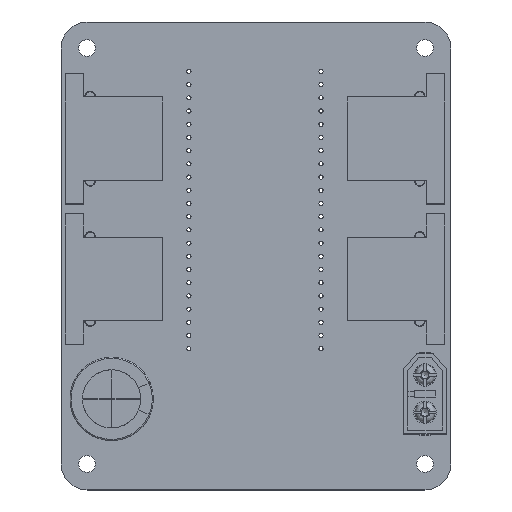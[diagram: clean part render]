
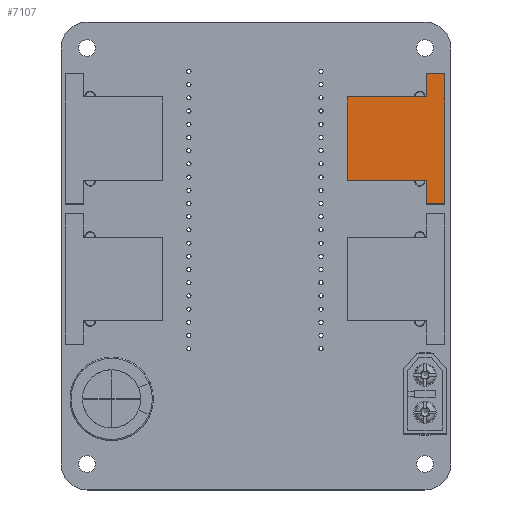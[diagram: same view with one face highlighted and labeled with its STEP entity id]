
A CAD part, top view. The second image highlights one B-rep face of the part: STEP entity #7107.
In plain terms, the highlighted planar face has unit normal (0, 0, 1).
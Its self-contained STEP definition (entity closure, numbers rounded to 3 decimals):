
#6786 = VERTEX_POINT('',#6787);
#6787 = CARTESIAN_POINT('',(-10.67,3.555,13.434));
#6793 = EDGE_CURVE('',#6786,#6794,#6796,.T.);
#6794 = VERTEX_POINT('',#6795);
#6795 = CARTESIAN_POINT('',(4.57,3.555,13.434));
#6796 = LINE('',#6797,#6798);
#6797 = CARTESIAN_POINT('',(-14.23,3.555,13.434));
#6798 = VECTOR('',#6799,1.);
#6799 = DIRECTION('',(1.,0.,0.));
#6824 = EDGE_CURVE('',#6794,#6825,#6827,.T.);
#6825 = VERTEX_POINT('',#6826);
#6826 = CARTESIAN_POINT('',(4.57,-12.445,13.434));
#6827 = LINE('',#6828,#6829);
#6828 = CARTESIAN_POINT('',(4.57,3.555,13.434));
#6829 = VECTOR('',#6830,1.);
#6830 = DIRECTION('',(0.,-1.,0.));
#6855 = EDGE_CURVE('',#6825,#6856,#6858,.T.);
#6856 = VERTEX_POINT('',#6857);
#6857 = CARTESIAN_POINT('',(-10.67,-12.445,13.434));
#6858 = LINE('',#6859,#6860);
#6859 = CARTESIAN_POINT('',(4.57,-12.445,13.434));
#6860 = VECTOR('',#6861,1.);
#6861 = DIRECTION('',(-1.,0.,0.));
#6886 = EDGE_CURVE('',#6856,#6887,#6889,.T.);
#6887 = VERTEX_POINT('',#6888);
#6888 = CARTESIAN_POINT('',(-10.67,-17.02,13.434));
#6889 = LINE('',#6890,#6891);
#6890 = CARTESIAN_POINT('',(-10.67,-12.445,13.434));
#6891 = VECTOR('',#6892,1.);
#6892 = DIRECTION('',(0.,-1.,0.));
#6917 = EDGE_CURVE('',#6887,#6918,#6920,.T.);
#6918 = VERTEX_POINT('',#6919);
#6919 = CARTESIAN_POINT('',(-14.23,-17.02,13.434));
#6920 = LINE('',#6921,#6922);
#6921 = CARTESIAN_POINT('',(-10.67,-17.02,13.434));
#6922 = VECTOR('',#6923,1.);
#6923 = DIRECTION('',(-1.,0.,0.));
#6948 = EDGE_CURVE('',#6918,#6949,#6951,.T.);
#6949 = VERTEX_POINT('',#6950);
#6950 = CARTESIAN_POINT('',(-14.23,-12.445,13.434));
#6951 = LINE('',#6952,#6953);
#6952 = CARTESIAN_POINT('',(-14.23,-17.02,13.434));
#6953 = VECTOR('',#6954,1.);
#6954 = DIRECTION('',(0.,1.,0.));
#6979 = EDGE_CURVE('',#6949,#6980,#6982,.T.);
#6980 = VERTEX_POINT('',#6981);
#6981 = CARTESIAN_POINT('',(-14.23,3.555,13.434));
#6982 = LINE('',#6983,#6984);
#6983 = CARTESIAN_POINT('',(-14.23,-12.445,13.434));
#6984 = VECTOR('',#6985,1.);
#6985 = DIRECTION('',(0.,1.,0.));
#7012 = VERTEX_POINT('',#7013);
#7013 = CARTESIAN_POINT('',(-14.23,8.13,13.434));
#7019 = EDGE_CURVE('',#7012,#6980,#7020,.T.);
#7020 = LINE('',#7021,#7022);
#7021 = CARTESIAN_POINT('',(-14.23,8.13,13.434));
#7022 = VECTOR('',#7023,1.);
#7023 = DIRECTION('',(0.,-1.,0.));
#7043 = VERTEX_POINT('',#7044);
#7044 = CARTESIAN_POINT('',(-10.67,8.13,13.434));
#7050 = EDGE_CURVE('',#7043,#7012,#7051,.T.);
#7051 = LINE('',#7052,#7053);
#7052 = CARTESIAN_POINT('',(-10.67,8.13,13.434));
#7053 = VECTOR('',#7054,1.);
#7054 = DIRECTION('',(-1.,0.,0.));
#7072 = EDGE_CURVE('',#6786,#7043,#7073,.T.);
#7073 = LINE('',#7074,#7075);
#7074 = CARTESIAN_POINT('',(-10.67,3.555,13.434));
#7075 = VECTOR('',#7076,1.);
#7076 = DIRECTION('',(0.,1.,0.));
#7107 = ADVANCED_FACE('',(#7108),#7120,.F.);
#7108 = FACE_BOUND('',#7109,.F.);
#7109 = EDGE_LOOP('',(#7110,#7111,#7112,#7113,#7114,#7115,#7116,#7117,
    #7118,#7119));
#7110 = ORIENTED_EDGE('',*,*,#6793,.T.);
#7111 = ORIENTED_EDGE('',*,*,#6824,.T.);
#7112 = ORIENTED_EDGE('',*,*,#6855,.T.);
#7113 = ORIENTED_EDGE('',*,*,#6886,.T.);
#7114 = ORIENTED_EDGE('',*,*,#6917,.T.);
#7115 = ORIENTED_EDGE('',*,*,#6948,.T.);
#7116 = ORIENTED_EDGE('',*,*,#6979,.T.);
#7117 = ORIENTED_EDGE('',*,*,#7019,.F.);
#7118 = ORIENTED_EDGE('',*,*,#7050,.F.);
#7119 = ORIENTED_EDGE('',*,*,#7072,.F.);
#7120 = PLANE('',#7121);
#7121 = AXIS2_PLACEMENT_3D('',#7122,#7123,#7124);
#7122 = CARTESIAN_POINT('',(-6.869,-3.846,13.434));
#7123 = DIRECTION('',(0.,0.,-1.));
#7124 = DIRECTION('',(-1.,0.,0.));
